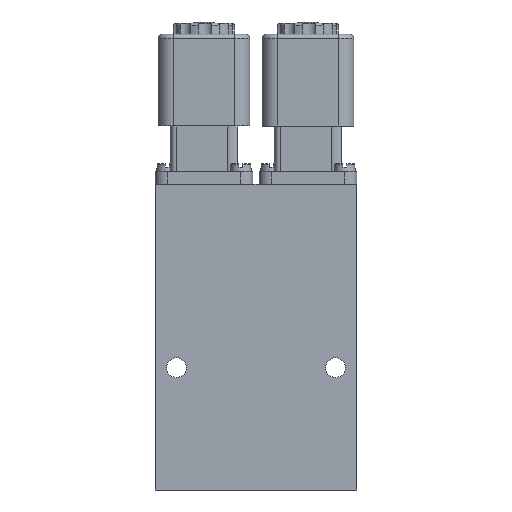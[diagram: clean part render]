
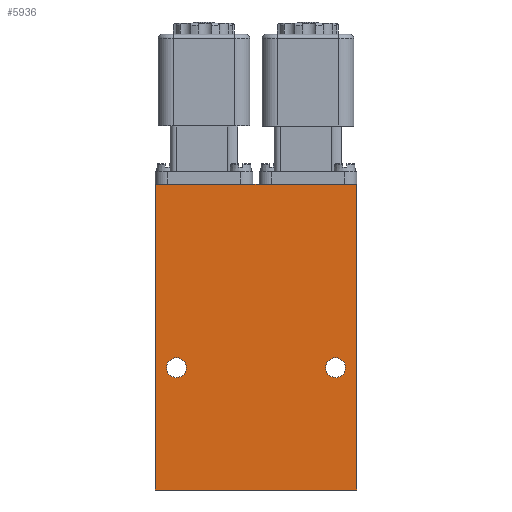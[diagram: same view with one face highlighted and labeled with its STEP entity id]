
A CAD part, front view. The second image highlights one B-rep face of the part: STEP entity #5936.
In plain terms, the highlighted planar face has unit normal (0, -1, 0).
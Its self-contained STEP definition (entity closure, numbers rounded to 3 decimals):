
#548=CARTESIAN_POINT('',(38.0,-13.,0.0));
#549=VERTEX_POINT('',#548);
#556=CARTESIAN_POINT('',(-28.,-13.0,0.0));
#557=VERTEX_POINT('',#556);
#558=CARTESIAN_POINT('',(38.0,-13.,0.0));
#559=DIRECTION('',(-1.0,0.0,0.0));
#560=VECTOR('',#559,66.);
#561=LINE('',#558,#560);
#562=EDGE_CURVE('',#549,#557,#561,.T.);
#5039=CARTESIAN_POINT('',(0.,-13.,100.));
#5040=VERTEX_POINT('',#5039);
#5071=CARTESIAN_POINT('',(-24.,-13.,100.));
#5072=VERTEX_POINT('',#5071);
#5079=CARTESIAN_POINT('',(0.,-13.,100.0));
#5080=DIRECTION('',(-1.0,0.0,0.0));
#5081=VECTOR('',#5080,24.0);
#5082=LINE('',#5079,#5081);
#5083=EDGE_CURVE('',#5040,#5072,#5082,.T.);
#5196=CARTESIAN_POINT('',(-28.,-13.0,100.0));
#5197=VERTEX_POINT('',#5196);
#5204=CARTESIAN_POINT('',(-24.,-13.0,100.0));
#5205=DIRECTION('',(-1.0,0.0,0.0));
#5206=VECTOR('',#5205,4.);
#5207=LINE('',#5204,#5206);
#5208=EDGE_CURVE('',#5072,#5197,#5207,.T.);
#5758=CARTESIAN_POINT('',(-24.25,-13.,40.0));
#5759=VERTEX_POINT('',#5758);
#5760=CARTESIAN_POINT('',(-21.0,-13.,40.0));
#5761=DIRECTION('',(0.0,1.0,0.0));
#5762=DIRECTION('',(1.0,0.0,0.0));
#5763=AXIS2_PLACEMENT_3D('',#5760,#5761,#5762);
#5764=CIRCLE('',#5763,3.25);
#5765=EDGE_CURVE('',#5759,#5759,#5764,.T.);
#5826=CARTESIAN_POINT('',(27.75,-13.,40.0));
#5827=VERTEX_POINT('',#5826);
#5828=CARTESIAN_POINT('',(31.0,-13.,40.0));
#5829=DIRECTION('',(0.0,1.0,0.0));
#5830=DIRECTION('',(1.0,0.0,0.0));
#5831=AXIS2_PLACEMENT_3D('',#5828,#5829,#5830);
#5832=CIRCLE('',#5831,3.25);
#5833=EDGE_CURVE('',#5827,#5827,#5832,.T.);
#5864=CARTESIAN_POINT('',(38.0,-13.,100.0));
#5865=VERTEX_POINT('',#5864);
#5872=CARTESIAN_POINT('',(38.0,-13.,0.0));
#5873=DIRECTION('',(0.0,0.0,1.0));
#5874=VECTOR('',#5873,100.0);
#5875=LINE('',#5872,#5874);
#5876=EDGE_CURVE('',#549,#5865,#5875,.T.);
#5891=CARTESIAN_POINT('',(38.0,-13.,0.0));
#5892=DIRECTION('',(0.0,-1.0,0.0));
#5893=DIRECTION('',(0.0,0.0,-1.0));
#5894=AXIS2_PLACEMENT_3D('',#5891,#5892,#5893);
#5895=PLANE('',#5894);
#5896=CARTESIAN_POINT('',(34.0,-13.,100.0));
#5897=VERTEX_POINT('',#5896);
#5898=CARTESIAN_POINT('',(38.0,-13.,100.0));
#5899=DIRECTION('',(-1.0,0.0,0.0));
#5900=VECTOR('',#5899,4.0);
#5901=LINE('',#5898,#5900);
#5902=EDGE_CURVE('',#5865,#5897,#5901,.T.);
#5903=ORIENTED_EDGE('',*,*,#5902,.T.);
#5904=CARTESIAN_POINT('',(10.0,-13.,100.0));
#5905=VERTEX_POINT('',#5904);
#5906=CARTESIAN_POINT('',(34.0,-13.,100.0));
#5907=DIRECTION('',(-1.0,0.0,0.0));
#5908=VECTOR('',#5907,24.);
#5909=LINE('',#5906,#5908);
#5910=EDGE_CURVE('',#5897,#5905,#5909,.T.);
#5911=ORIENTED_EDGE('',*,*,#5910,.T.);
#5912=CARTESIAN_POINT('',(10.0,-13.,100.0));
#5913=DIRECTION('',(-1.0,0.0,0.0));
#5914=VECTOR('',#5913,10.);
#5915=LINE('',#5912,#5914);
#5916=EDGE_CURVE('',#5905,#5040,#5915,.T.);
#5917=ORIENTED_EDGE('',*,*,#5916,.T.);
#5918=ORIENTED_EDGE('',*,*,#5083,.T.);
#5919=ORIENTED_EDGE('',*,*,#5208,.T.);
#5920=CARTESIAN_POINT('',(-28.,-13.0,0.0));
#5921=DIRECTION('',(0.0,0.0,1.0));
#5922=VECTOR('',#5921,100.0);
#5923=LINE('',#5920,#5922);
#5924=EDGE_CURVE('',#557,#5197,#5923,.T.);
#5925=ORIENTED_EDGE('',*,*,#5924,.F.);
#5926=ORIENTED_EDGE('',*,*,#562,.F.);
#5927=ORIENTED_EDGE('',*,*,#5876,.T.);
#5928=EDGE_LOOP('',(#5903,#5911,#5917,#5918,#5919,#5925,#5926,#5927));
#5929=FACE_OUTER_BOUND('',#5928,.T.);
#5930=ORIENTED_EDGE('',*,*,#5765,.T.);
#5931=EDGE_LOOP('',(#5930));
#5932=FACE_BOUND('',#5931,.T.);
#5933=ORIENTED_EDGE('',*,*,#5833,.T.);
#5934=EDGE_LOOP('',(#5933));
#5935=FACE_BOUND('',#5934,.T.);
#5936=ADVANCED_FACE('',(#5929,#5932,#5935),#5895,.T.);
